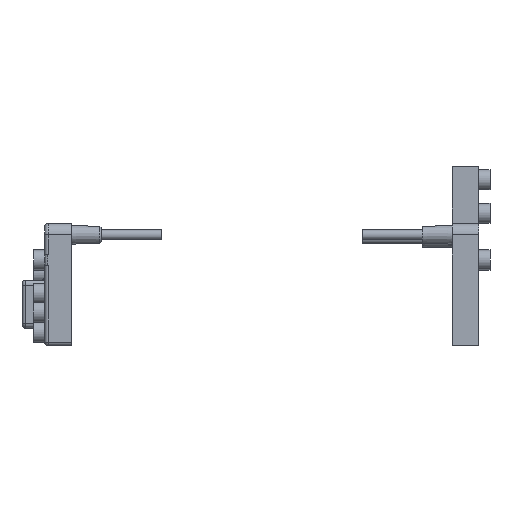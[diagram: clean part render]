
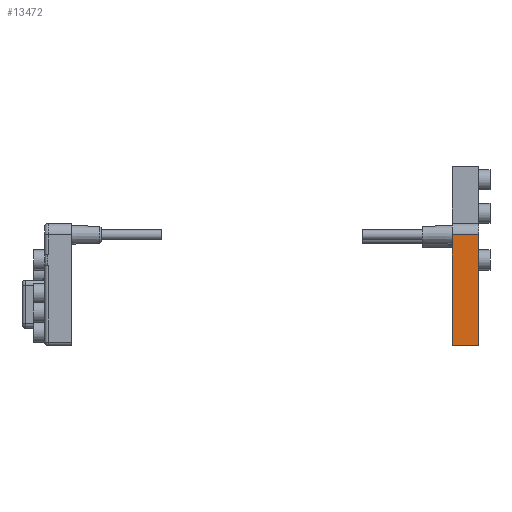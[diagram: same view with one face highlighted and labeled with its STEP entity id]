
A CAD part, left-side view. The second image highlights one B-rep face of the part: STEP entity #13472.
In plain terms, the highlighted planar face has unit normal (-1, 0, 0).
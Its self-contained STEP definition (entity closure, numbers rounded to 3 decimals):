
#51 = CARTESIAN_POINT ( 'NONE',  ( -32.75, -61., 4.9 ) ) ;
#373 = DIRECTION ( 'NONE',  ( -1., 0., 0. ) ) ;
#516 = DIRECTION ( 'NONE',  ( 0., 0., 1. ) ) ;
#1788 = DIRECTION ( 'NONE',  ( 0., 1., 0. ) ) ;
#1918 = EDGE_CURVE ( 'NONE', #22432, #13561, #15745, .T. ) ;
#2161 = DIRECTION ( 'NONE',  ( 0., 0., 1. ) ) ;
#2229 = CARTESIAN_POINT ( 'NONE',  ( -32.75, -61., 11.66 ) ) ;
#4121 = CARTESIAN_POINT ( 'NONE',  ( -32.75, -57., 4.9 ) ) ;
#5274 = LINE ( 'NONE', #22908, #20446 ) ;
#6600 = EDGE_LOOP ( 'NONE', ( #22955, #13397, #12960, #21463 ) ) ;
#9623 = CARTESIAN_POINT ( 'NONE',  ( -32.75, -61., 11.66 ) ) ;
#10118 = PLANE ( 'NONE',  #16361 ) ;
#10268 = CARTESIAN_POINT ( 'NONE',  ( -32.75, -57., -4.9 ) ) ;
#10528 = CARTESIAN_POINT ( 'NONE',  ( -32.75, -57., 11.66 ) ) ;
#11120 = DIRECTION ( 'NONE',  ( 0., 1., 0. ) ) ;
#12192 = CARTESIAN_POINT ( 'NONE',  ( -32.75, -61., 4.9 ) ) ;
#12960 = ORIENTED_EDGE ( 'NONE', *, *, #16109, .T. ) ;
#13397 = ORIENTED_EDGE ( 'NONE', *, *, #15818, .F. ) ;
#13472 = ADVANCED_FACE ( 'NONE', ( #19631 ), #10118, .T. ) ;
#13561 = VERTEX_POINT ( 'NONE', #10528 ) ;
#13668 = LINE ( 'NONE', #51, #15527 ) ;
#14182 = DIRECTION ( 'NONE',  ( 0., 0., 1. ) ) ;
#15079 = VERTEX_POINT ( 'NONE', #18066 ) ;
#15527 = VECTOR ( 'NONE', #516, 1000. ) ;
#15745 = LINE ( 'NONE', #9623, #24935 ) ;
#15818 = EDGE_CURVE ( 'NONE', #15079, #19076, #5274, .T. ) ;
#16109 = EDGE_CURVE ( 'NONE', #15079, #22432, #13668, .T. ) ;
#16361 = AXIS2_PLACEMENT_3D ( 'NONE', #12192, #373, #14182 ) ;
#17475 = EDGE_CURVE ( 'NONE', #19076, #13561, #19729, .T. ) ;
#18066 = CARTESIAN_POINT ( 'NONE',  ( -32.75, -61., -4.9 ) ) ;
#19076 = VERTEX_POINT ( 'NONE', #10268 ) ;
#19113 = VECTOR ( 'NONE', #2161, 1000. ) ;
#19631 = FACE_OUTER_BOUND ( 'NONE', #6600, .T. ) ;
#19729 = LINE ( 'NONE', #4121, #19113 ) ;
#20446 = VECTOR ( 'NONE', #11120, 1000. ) ;
#21463 = ORIENTED_EDGE ( 'NONE', *, *, #1918, .T. ) ;
#22432 = VERTEX_POINT ( 'NONE', #2229 ) ;
#22908 = CARTESIAN_POINT ( 'NONE',  ( -32.75, -61., -4.9 ) ) ;
#22955 = ORIENTED_EDGE ( 'NONE', *, *, #17475, .F. ) ;
#24935 = VECTOR ( 'NONE', #1788, 1000. ) ;
